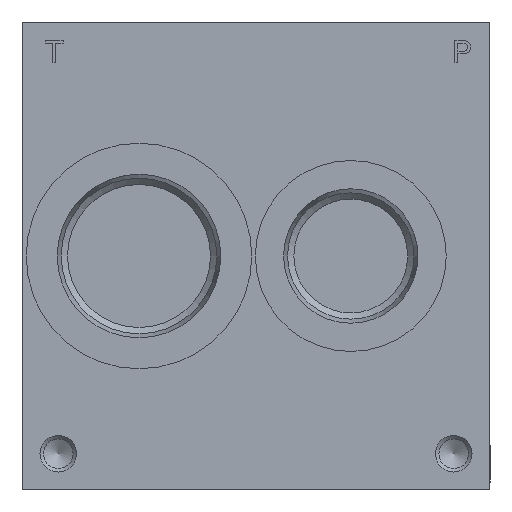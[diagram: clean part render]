
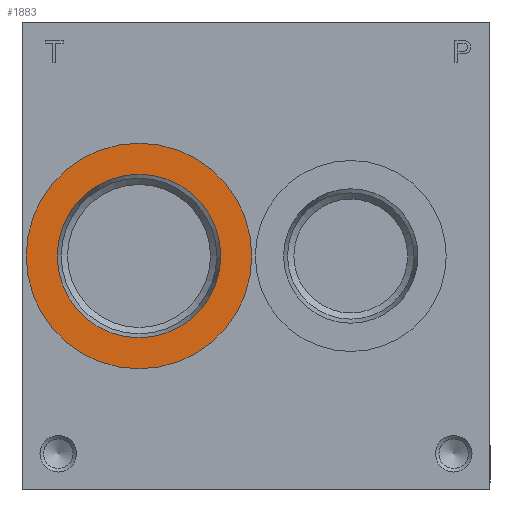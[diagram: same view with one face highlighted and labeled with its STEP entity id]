
A CAD part, left-side view. The second image highlights one B-rep face of the part: STEP entity #1883.
In plain terms, the highlighted planar face has unit normal (-1, 0, 0).
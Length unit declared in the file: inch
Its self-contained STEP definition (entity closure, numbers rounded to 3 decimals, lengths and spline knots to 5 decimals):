
#1883 = ADVANCED_FACE( '', ( #4176, #4177 ), #4178, .T. );
#4176 = FACE_BOUND( '', #6572, .T. );
#4177 = FACE_OUTER_BOUND( '', #6573, .T. );
#4178 = PLANE( '', #6574 );
#6572 = EDGE_LOOP( '', ( #11504 ) );
#6573 = EDGE_LOOP( '', ( #11505 ) );
#6574 = AXIS2_PLACEMENT_3D( '', #11506, #11507, #11508 );
#11504 = ORIENTED_EDGE( '', *, *, #13665, .T. );
#11505 = ORIENTED_EDGE( '', *, *, #13060, .F. );
#11506 = CARTESIAN_POINT( '', ( 0.031, 3.964, 2. ) );
#11507 = DIRECTION( '', ( -1., 0., 0. ) );
#11508 = DIRECTION( '', ( 0., 0., 1. ) );
#13060 = EDGE_CURVE( '', #15655, #15655, #15656, .T. );
#13665 = EDGE_CURVE( '', #16508, #16508, #16509, .T. );
#15655 = VERTEX_POINT( '', #19071 );
#15656 = CIRCLE( '', #19072, 0.964 );
#16508 = VERTEX_POINT( '', #20181 );
#16509 = CIRCLE( '', #20182, 0.699 );
#19071 = CARTESIAN_POINT( '', ( 0.031, 3., 1.036 ) );
#19072 = AXIS2_PLACEMENT_3D( '', #22049, #22050, #22051 );
#20181 = CARTESIAN_POINT( '', ( 0.031, 3., 1.301 ) );
#20182 = AXIS2_PLACEMENT_3D( '', #22726, #22727, #22728 );
#22049 = CARTESIAN_POINT( '', ( 0.031, 3., 2. ) );
#22050 = DIRECTION( '', ( 1., 0., 0. ) );
#22051 = DIRECTION( '', ( 0., 0., -1. ) );
#22726 = CARTESIAN_POINT( '', ( 0.031, 3., 2. ) );
#22727 = DIRECTION( '', ( 1., 0., 0. ) );
#22728 = DIRECTION( '', ( 0., 0., -1. ) );
